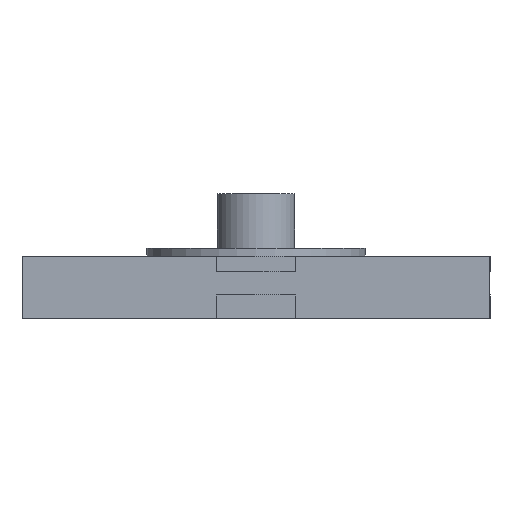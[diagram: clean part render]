
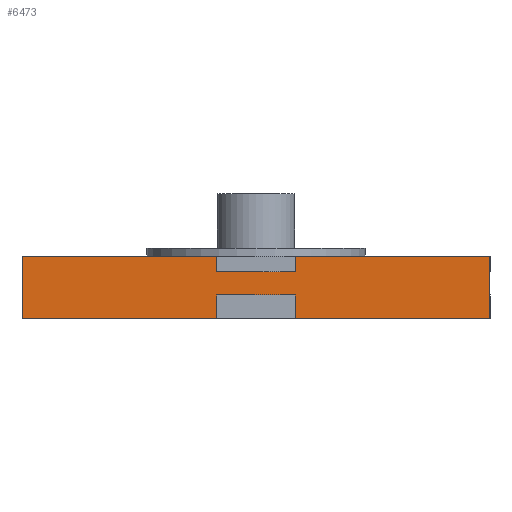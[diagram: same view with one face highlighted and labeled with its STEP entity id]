
A CAD part, front view. The second image highlights one B-rep face of the part: STEP entity #6473.
In plain terms, the highlighted planar face has unit normal (0, -1, 0).
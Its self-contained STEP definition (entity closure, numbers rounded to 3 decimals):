
#634=LINE('',#8748,#1237);
#638=LINE('',#8756,#1241);
#1004=LINE('',#12078,#1607);
#1010=LINE('',#12090,#1613);
#1013=LINE('',#12095,#1616);
#1051=LINE('',#12176,#1654);
#1055=LINE('',#12181,#1658);
#1056=LINE('',#12183,#1659);
#1057=LINE('',#12185,#1660);
#1058=LINE('',#12186,#1661);
#1059=LINE('',#12188,#1662);
#1060=LINE('',#12189,#1663);
#1237=VECTOR('',#6982,10.);
#1241=VECTOR('',#6986,10.);
#1607=VECTOR('',#7578,10.);
#1613=VECTOR('',#7586,10.);
#1616=VECTOR('',#7593,10.);
#1654=VECTOR('',#7657,10.);
#1658=VECTOR('',#7663,10.);
#1659=VECTOR('',#7664,10.);
#1660=VECTOR('',#7665,10.);
#1661=VECTOR('',#7666,10.);
#1662=VECTOR('',#7667,10.);
#1663=VECTOR('',#7668,10.);
#1869=PLANE('',#6717);
#2204=FACE_OUTER_BOUND('',#2584,.T.);
#2584=EDGE_LOOP('',(#5883,#5884,#5885,#5886,#5887,#5888,#5889,#5890,#5891,
#5892,#5893,#5894));
#2905=VERTEX_POINT('',#8745);
#2906=VERTEX_POINT('',#8747);
#2909=VERTEX_POINT('',#8753);
#2910=VERTEX_POINT('',#8755);
#3246=VERTEX_POINT('',#12074);
#3248=VERTEX_POINT('',#12077);
#3251=VERTEX_POINT('',#12084);
#3253=VERTEX_POINT('',#12088);
#3283=VERTEX_POINT('',#12175);
#3284=VERTEX_POINT('',#12182);
#3285=VERTEX_POINT('',#12184);
#3286=VERTEX_POINT('',#12187);
#3555=EDGE_CURVE('',#2905,#2906,#634,.T.);
#3559=EDGE_CURVE('',#2909,#2910,#638,.T.);
#4130=EDGE_CURVE('',#3248,#3246,#1004,.T.);
#4136=EDGE_CURVE('',#3251,#3253,#1010,.T.);
#4139=EDGE_CURVE('',#3253,#3248,#1013,.T.);
#4181=EDGE_CURVE('',#3283,#2910,#1051,.T.);
#4185=EDGE_CURVE('',#3246,#3283,#1055,.T.);
#4186=EDGE_CURVE('',#2909,#3284,#1056,.T.);
#4187=EDGE_CURVE('',#3284,#3285,#1057,.T.);
#4188=EDGE_CURVE('',#3285,#2906,#1058,.T.);
#4189=EDGE_CURVE('',#3286,#2905,#1059,.T.);
#4190=EDGE_CURVE('',#3286,#3251,#1060,.T.);
#5883=ORIENTED_EDGE('',*,*,#4136,.T.);
#5884=ORIENTED_EDGE('',*,*,#4139,.T.);
#5885=ORIENTED_EDGE('',*,*,#4130,.T.);
#5886=ORIENTED_EDGE('',*,*,#4185,.T.);
#5887=ORIENTED_EDGE('',*,*,#4181,.T.);
#5888=ORIENTED_EDGE('',*,*,#3559,.F.);
#5889=ORIENTED_EDGE('',*,*,#4186,.T.);
#5890=ORIENTED_EDGE('',*,*,#4187,.T.);
#5891=ORIENTED_EDGE('',*,*,#4188,.T.);
#5892=ORIENTED_EDGE('',*,*,#3555,.F.);
#5893=ORIENTED_EDGE('',*,*,#4189,.F.);
#5894=ORIENTED_EDGE('',*,*,#4190,.T.);
#6473=ADVANCED_FACE('',(#2204),#1869,.T.);
#6717=AXIS2_PLACEMENT_3D('',#12180,#7661,#7662);
#6982=DIRECTION('',(1.,0.,0.));
#6986=DIRECTION('',(1.,0.,0.));
#7578=DIRECTION('',(0.,0.,-1.));
#7586=DIRECTION('',(0.,0.,1.));
#7593=DIRECTION('',(1.,0.,0.));
#7657=DIRECTION('',(0.,0.,1.));
#7661=DIRECTION('center_axis',(0.,-1.,0.));
#7662=DIRECTION('ref_axis',(1.,0.,0.));
#7663=DIRECTION('',(1.,0.,0.));
#7664=DIRECTION('',(0.,0.,-1.));
#7665=DIRECTION('',(-1.,0.,0.));
#7666=DIRECTION('',(0.,0.,1.));
#7667=DIRECTION('',(0.,0.,1.));
#7668=DIRECTION('',(1.,0.,0.));
#8745=CARTESIAN_POINT('',(-30.,-110.,8.));
#8747=CARTESIAN_POINT('',(-5.,-110.,8.));
#8748=CARTESIAN_POINT('',(-30.,-110.,8.));
#8753=CARTESIAN_POINT('',(5.,-110.,8.));
#8755=CARTESIAN_POINT('',(30.,-110.,8.));
#8756=CARTESIAN_POINT('',(-30.,-110.,8.));
#12074=CARTESIAN_POINT('',(5.,-110.,0.));
#12077=CARTESIAN_POINT('',(5.,-110.,3.));
#12078=CARTESIAN_POINT('',(5.,-110.,0.));
#12084=CARTESIAN_POINT('',(-5.,-110.,0.));
#12088=CARTESIAN_POINT('',(-5.,-110.,3.));
#12090=CARTESIAN_POINT('',(-5.,-110.,0.));
#12095=CARTESIAN_POINT('',(-15.,-110.,3.));
#12175=CARTESIAN_POINT('',(30.,-110.,0.));
#12176=CARTESIAN_POINT('',(30.,-110.,0.));
#12180=CARTESIAN_POINT('Origin',(-30.,-110.,0.));
#12181=CARTESIAN_POINT('',(-30.,-110.,0.));
#12182=CARTESIAN_POINT('',(5.,-110.,6.));
#12183=CARTESIAN_POINT('',(5.,-110.,4.));
#12184=CARTESIAN_POINT('',(-5.,-110.,6.));
#12185=CARTESIAN_POINT('',(-15.,-110.,6.));
#12186=CARTESIAN_POINT('',(-5.,-110.,4.));
#12187=CARTESIAN_POINT('',(-30.,-110.,0.));
#12188=CARTESIAN_POINT('',(-30.,-110.,0.));
#12189=CARTESIAN_POINT('',(-30.,-110.,0.));
